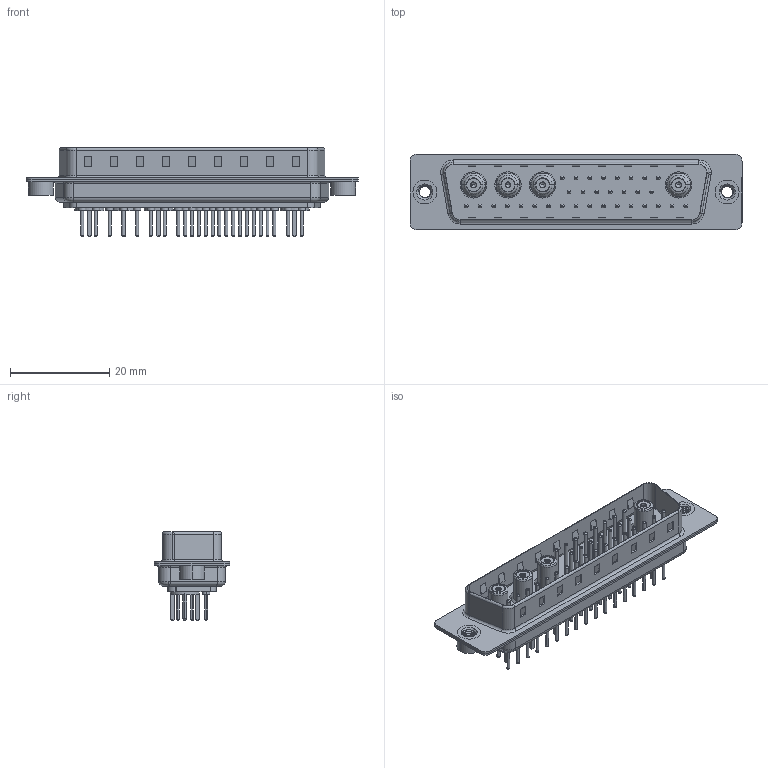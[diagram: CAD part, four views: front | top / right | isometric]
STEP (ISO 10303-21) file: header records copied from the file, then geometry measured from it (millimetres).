
FILE_DESCRIPTION (( 'STEP AP203' ), '1' );
FILE_NAME ('627-36W4224-7TA.STEP', '2019-06-19T06:16:47', ( '' ), ( '' ), 'SwSTEP 2.0', 'SolidWorks 2016', '' );
FILE_SCHEMA (( 'CONFIG_CONTROL_DESIGN' ));
Length unit declared in the file: millimetre
Products named in the file (14): 627Combo Housing_36W4; Co-Ax Jack Assy_St; 627Combo Shell Rear_50 Contacts; 627Combo Contact Row 1_24; 627Combo Shell Front_50 Contacts; 627Combo Contact Row 2_24; 627Combo Threaded Rivet_A; 627Combo Contact Row 3_24; Co-Ax Jack_Straight PC Tail; 627-36W4224-7TA; Insulator Socket; Insulator Socket 2; Locking Collar; Socket_Str
Assembly tree (46 placements, depth 3):
  627-36W4224-7TA
    627Combo Housing_36W4
    627Combo Shell Rear_50 Contacts
    627Combo Shell Front_50 Contacts
    627Combo Threaded Rivet_A  x2
    Co-Ax Jack Assy_St  x4
      Co-Ax Jack_Straight PC Tail
      Insulator Socket
      Insulator Socket 2
      Locking Collar
      Socket_Str
    627Combo Contact Row 1_24  x8
    627Combo Contact Row 2_24  x7
    627Combo Contact Row 3_24  x17
Bounding box: 67 x 15.3 x 17.9 mm (x, y, z)
Volume: 4618.6 mm3; surface area: 12355.3 mm2
Topology: 57 solids, 57 shells, 2038 faces, 4415 edges, 2694 vertices
Faces by surface type: cylinder 779, plane 615, torus 578, cone 44, bspline 14, sphere 8
Entity records: 29125 total; most frequent: CARTESIAN_POINT 6122, DIRECTION 4688, ORIENTED_EDGE 3992, EDGE_CURVE 1996, AXIS2_PLACEMENT_3D 1859, VERTEX_POINT 1272, EDGE_LOOP 1074, VECTOR 970
